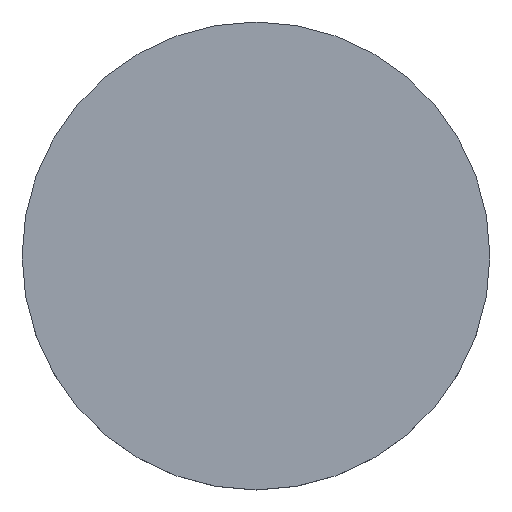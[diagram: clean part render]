
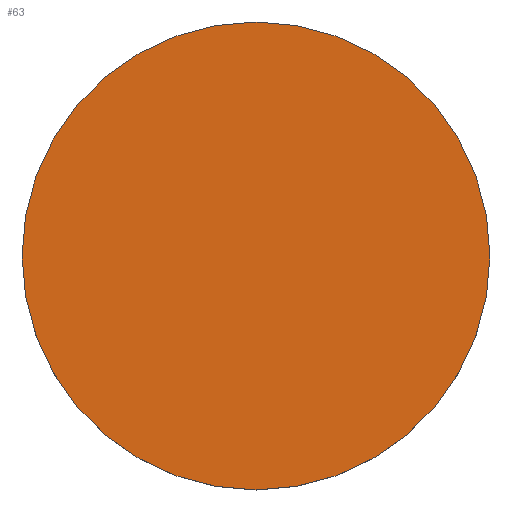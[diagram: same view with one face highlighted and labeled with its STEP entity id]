
A CAD part, top view. The second image highlights one B-rep face of the part: STEP entity #63.
In plain terms, the highlighted planar face has unit normal (0, 0, 1).
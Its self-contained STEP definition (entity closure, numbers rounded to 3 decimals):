
#5 = AXIS2_PLACEMENT_3D ( 'NONE', #138, #84, #34 ) ;
#20 = CIRCLE ( 'NONE', #233, 12.7 ) ;
#34 = DIRECTION ( 'NONE',  ( 1., 0., 0. ) ) ;
#39 = EDGE_CURVE ( 'NONE', #126, #99, #60, .T. ) ;
#47 = ORIENTED_EDGE ( 'NONE', *, *, #114, .F. ) ;
#48 = CARTESIAN_POINT ( 'NONE',  ( -12.7, 0., 4.3 ) ) ;
#60 = CIRCLE ( 'NONE', #92, 12.7 ) ;
#63 = ADVANCED_FACE ( 'NONE', ( #204 ), #161, .T. ) ;
#73 = CARTESIAN_POINT ( 'NONE',  ( 0., 0., 4.3 ) ) ;
#84 = DIRECTION ( 'NONE',  ( 0., 0., 1. ) ) ;
#92 = AXIS2_PLACEMENT_3D ( 'NONE', #73, #198, #116 ) ;
#99 = VERTEX_POINT ( 'NONE', #190 ) ;
#100 = DIRECTION ( 'NONE',  ( 1., 0., 0. ) ) ;
#114 = EDGE_CURVE ( 'NONE', #99, #126, #20, .T. ) ;
#116 = DIRECTION ( 'NONE',  ( 1., 0., 0. ) ) ;
#123 = ORIENTED_EDGE ( 'NONE', *, *, #39, .F. ) ;
#126 = VERTEX_POINT ( 'NONE', #48 ) ;
#138 = CARTESIAN_POINT ( 'NONE',  ( 0., 26.112, 4.3 ) ) ;
#161 = PLANE ( 'NONE',  #5 ) ;
#176 = DIRECTION ( 'NONE',  ( 0., 0., -1. ) ) ;
#190 = CARTESIAN_POINT ( 'NONE',  ( 12.7, 0., 4.3 ) ) ;
#198 = DIRECTION ( 'NONE',  ( 0., 0., -1. ) ) ;
#201 = EDGE_LOOP ( 'NONE', ( #47, #123 ) ) ;
#204 = FACE_OUTER_BOUND ( 'NONE', #201, .T. ) ;
#210 = CARTESIAN_POINT ( 'NONE',  ( 0., 0., 4.3 ) ) ;
#233 = AXIS2_PLACEMENT_3D ( 'NONE', #210, #176, #100 ) ;
